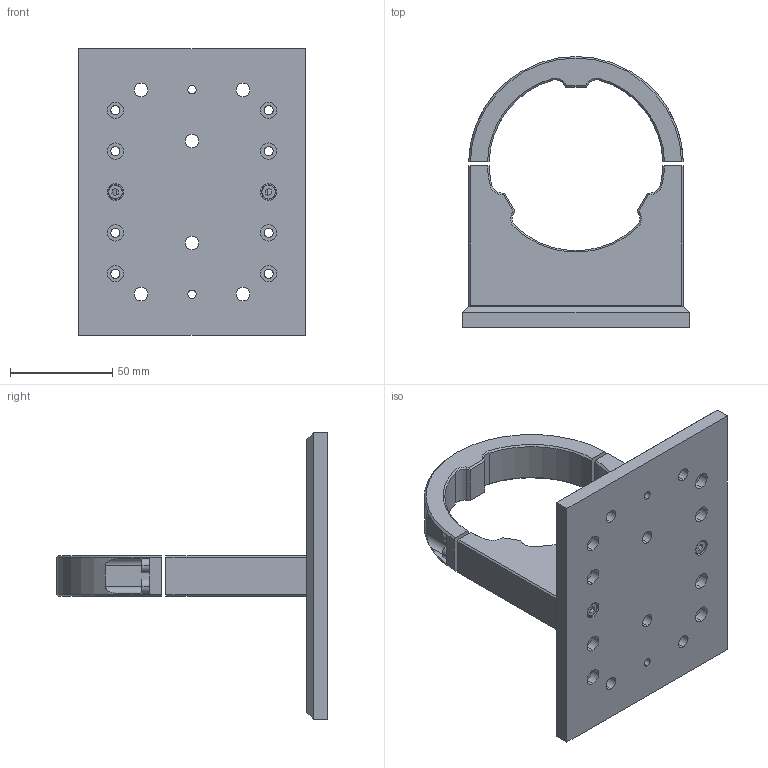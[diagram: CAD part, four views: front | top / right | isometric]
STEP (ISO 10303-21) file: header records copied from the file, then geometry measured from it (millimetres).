
FILE_DESCRIPTION (( 'STEP AP203' ), '1' );
FILE_NAME ('DP21300_CMHOMC12K025.step', '2021-11-04T14:18:06', ( '' ), ( '' ), 'SwSTEP 2.0', 'SolidWorks 2021', '' );
FILE_SCHEMA (( 'CONFIG_CONTROL_DESIGN' ));
Length unit declared in the file: millimetre
Products named in the file (1): DP21300_CMHOMC12K025
Bounding box: 111 x 132.5 x 140 mm (x, y, z)
Surface area: 63028.5 mm2 (no closed solid volume)
Topology: 0 solids, 9 shells, 236 faces, 636 edges, 421 vertices
Faces by surface type: plane 101, cylinder 97, cone 26, torus 12
Entity records: 7666 total; most frequent: CARTESIAN_POINT 1408, DIRECTION 1371, ORIENTED_EDGE 1156, EDGE_CURVE 636, AXIS2_PLACEMENT_3D 514, VERTEX_POINT 421, VECTOR 343, LINE 343
